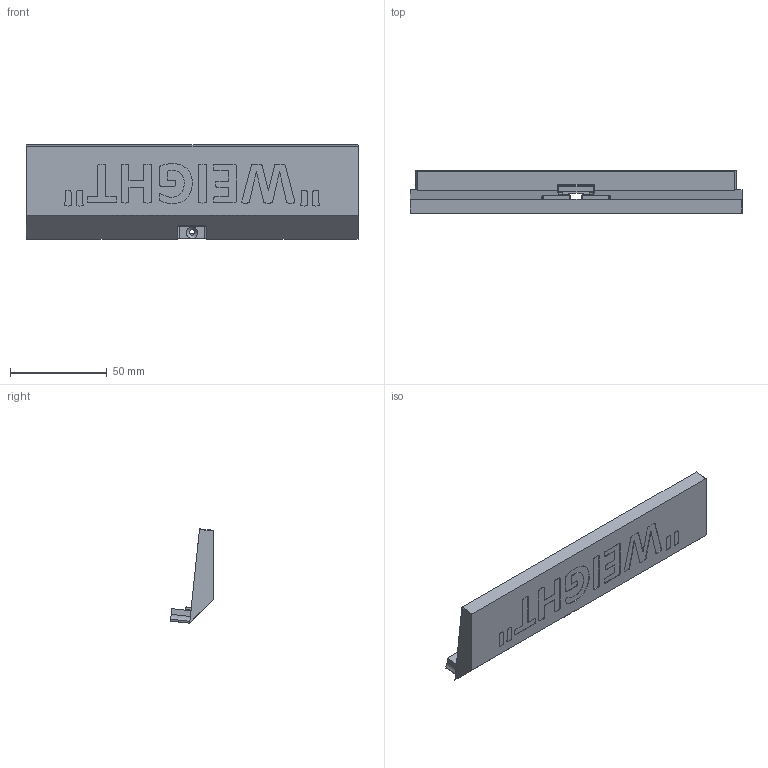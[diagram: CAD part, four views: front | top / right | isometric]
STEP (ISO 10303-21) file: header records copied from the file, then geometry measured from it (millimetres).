
FILE_DESCRIPTION(/* description */ (''),/* implementation_level */ '2;1');
FILE_NAME(/* name */ 'Weight.step',/* time_stamp */ '2021-01-24T11:33:00+01:00',/* author */ (''),/* organization */ (''),/* preprocessor_version */ 'ST-DEVELOPER v18.1',/* originating_system */ 'Autodesk Translation Framework v9.7.1.1290',/* authorisation */ '');
FILE_SCHEMA (('AUTOMOTIVE_DESIGN { 1 0 10303 214 3 1 1 }'));
Length unit declared in the file: millimetre
Products named in the file (1): Weight
Bounding box: 171.15 x 22.12 x 48.59 mm (x, y, z)
Volume: 73327.4 mm3; surface area: 23831 mm2
Topology: 1 solids, 1 shells, 447 faces, 1239 edges, 808 vertices
Faces by surface type: bspline 262, plane 142, cylinder 31, cone 12
Full cylindrical faces by diameter (mm): 1.7 x4, 3 x1
Entity records: 16921 total; most frequent: CARTESIAN_POINT 7262, ORIENTED_EDGE 2478, EDGE_CURVE 1239, DIRECTION 1143, VERTEX_POINT 808, LINE 645, VECTOR 645, B_SPLINE_CURVE_WITH_KNOTS 529
